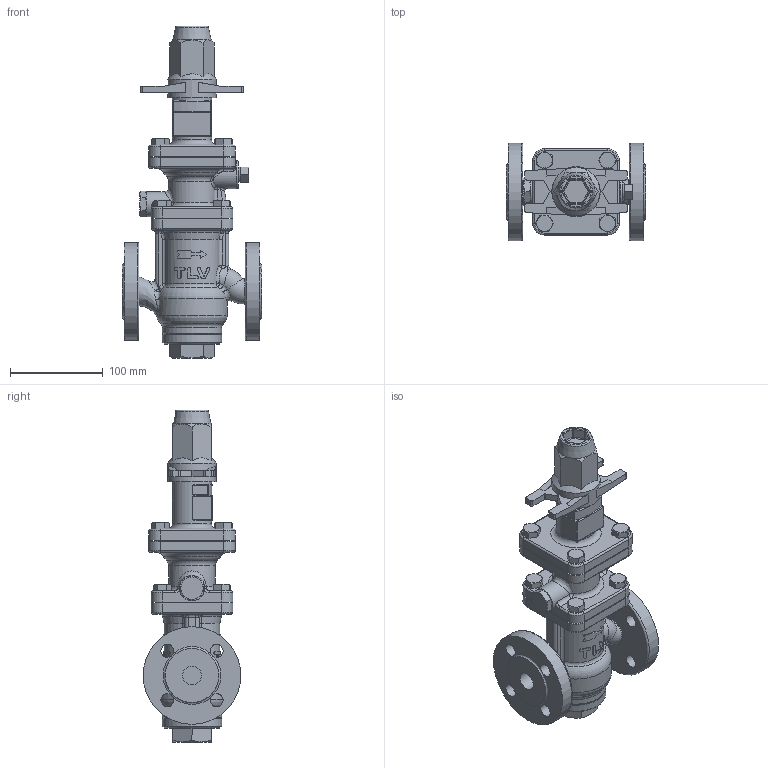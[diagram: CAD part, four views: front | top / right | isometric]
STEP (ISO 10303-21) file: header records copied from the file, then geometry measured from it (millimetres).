
FILE_DESCRIPTION(/* description */ (''),/* implementation_level */ '2;1');
FILE_NAME(/* name */ 'csr16-020-e0040-01.stp',/* time_stamp */ '2018-02-06T14:31:14+09:00',/* author */ ('nakaot'),/* organization */ (''),/* preprocessor_version */ 'ST-DEVELOPER v15.6',/* originating_system */ 'Autodesk Inventor 2015',/* authorisation */ '');
FILE_SCHEMA (('CONFIG_CONTROL_DESIGN'));
Length unit declared in the file: millimetre
Products named in the file (1): csr16-020-e0040-01
Bounding box: 150 x 105 x 357 mm (x, y, z)
Volume: 1482476.4 mm3; surface area: 186951.4 mm2
Topology: 1 solids, 1 shells, 637 faces, 1549 edges, 928 vertices
Faces by surface type: plane 218, cylinder 157, bspline 112, cone 79, torus 53, sphere 18
Full cylindrical faces by diameter (mm): 10 x8, 12 x8, 14 x8, 20 x2, 27 x2, 30 x1, 42 x1, 52 x1, 64 x2, 67.531 x1, 67.717 x1, 105 x2
Entity records: 29400 total; most frequent: CARTESIAN_POINT 15901, ORIENTED_EDGE 2894, DIRECTION 2597, EDGE_CURVE 1447, AXIS2_PLACEMENT_3D 1046, VERTEX_POINT 901, EDGE_LOOP 756, FACE_OUTER_BOUND 636
